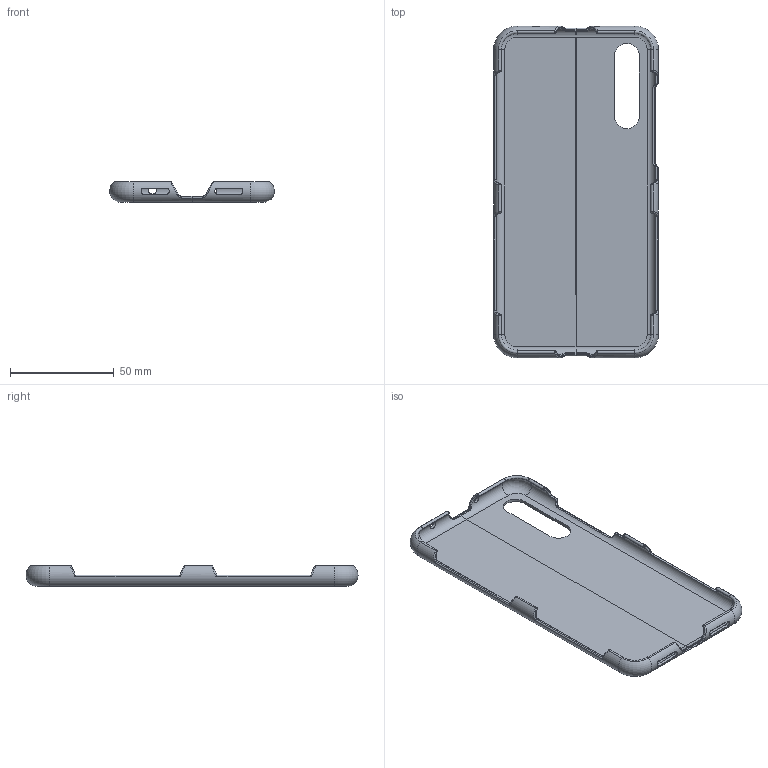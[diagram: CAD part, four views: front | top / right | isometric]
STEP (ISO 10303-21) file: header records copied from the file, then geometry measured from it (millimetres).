
FILE_DESCRIPTION(/* description */ (''),/* implementation_level */ '2;1');
FILE_NAME(/* name */ 'Huawei P20 Pro Case v10.step',/* time_stamp */ '2019-03-14T19:27:27+01:00',/* author */ ('dabo418'),/* organization */ (''),/* preprocessor_version */ 'ST-DEVELOPER v17.2',/* originating_system */ 'Autodesk Translation Framework v7.6.0.251',/* authorisation */ '');
FILE_SCHEMA (('AUTOMOTIVE_DESIGN { 1 0 10303 214 3 1 1 }'));
Length unit declared in the file: millimetre
Products named in the file (1): Huawei P20 Pro Case
Bounding box: 79.29 x 159.8 x 9.99 mm (x, y, z)
Volume: 19969.9 mm3; surface area: 28873.3 mm2
Topology: 2 solids, 2 shells, 180 faces, 460 edges, 284 vertices
Faces by surface type: cylinder 72, plane 48, bspline 46, torus 12, sphere 2
Full cylindrical faces by diameter (mm): 3 x1, 4 x1
Entity records: 7710 total; most frequent: CARTESIAN_POINT 3505, ORIENTED_EDGE 920, DIRECTION 814, EDGE_CURVE 460, AXIS2_PLACEMENT_3D 327, VERTEX_POINT 284, EDGE_LOOP 190, FACE_OUTER_BOUND 180
